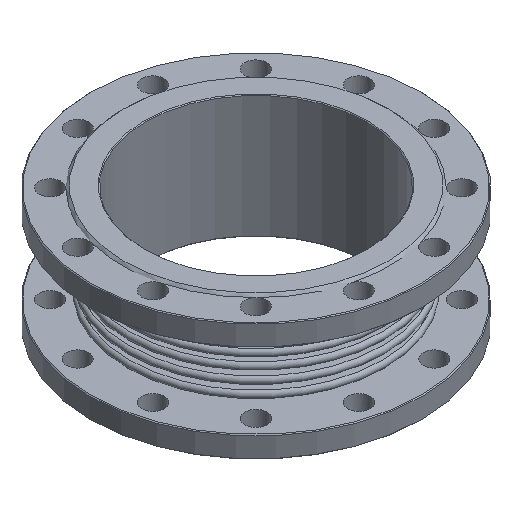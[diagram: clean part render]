
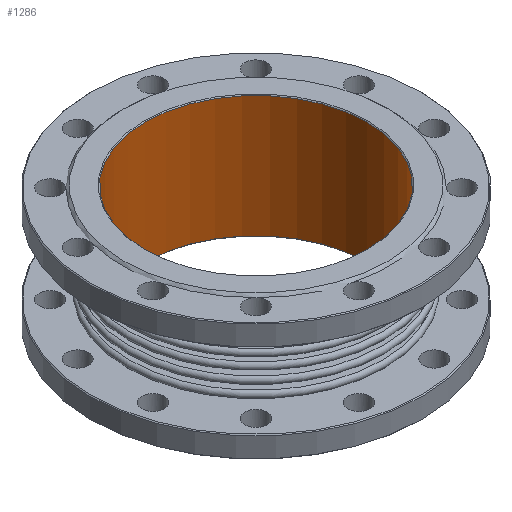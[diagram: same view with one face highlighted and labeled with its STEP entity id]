
A CAD part, isometric view. The second image highlights one B-rep face of the part: STEP entity #1286.
In plain terms, the highlighted cylindrical face has radius 135 mm (diameter 270 mm), a full revolution.
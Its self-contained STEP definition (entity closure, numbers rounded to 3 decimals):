
#29=LINE('',#2204,#71);
#71=VECTOR('',#1767,135.);
#110=CYLINDRICAL_SURFACE('',#1449,135.);
#207=FACE_OUTER_BOUND('',#294,.T.);
#294=EDGE_LOOP('',(#928,#929,#930,#931));
#434=CIRCLE('',#1446,135.);
#436=CIRCLE('',#1450,135.);
#567=VERTEX_POINT('',#2196);
#569=VERTEX_POINT('',#2203);
#707=EDGE_CURVE('',#567,#567,#434,.T.);
#709=EDGE_CURVE('',#567,#569,#29,.T.);
#710=EDGE_CURVE('',#569,#569,#436,.T.);
#928=ORIENTED_EDGE('',*,*,#707,.T.);
#929=ORIENTED_EDGE('',*,*,#709,.T.);
#930=ORIENTED_EDGE('',*,*,#710,.F.);
#931=ORIENTED_EDGE('',*,*,#709,.F.);
#1286=ADVANCED_FACE('',(#207),#110,.F.);
#1446=AXIS2_PLACEMENT_3D('',#2198,#1759,#1760);
#1449=AXIS2_PLACEMENT_3D('',#2202,#1765,#1766);
#1450=AXIS2_PLACEMENT_3D('',#2205,#1768,#1769);
#1759=DIRECTION('center_axis',(0.,0.,-1.));
#1760=DIRECTION('ref_axis',(-1.,0.,0.));
#1765=DIRECTION('center_axis',(0.,0.,1.));
#1766=DIRECTION('ref_axis',(-1.,0.,0.));
#1767=DIRECTION('',(0.,0.,1.));
#1768=DIRECTION('center_axis',(0.,0.,-1.));
#1769=DIRECTION('ref_axis',(-1.,0.,0.));
#2196=CARTESIAN_POINT('',(135.,0.,-146.));
#2198=CARTESIAN_POINT('Origin',(0.,0.,-146.));
#2202=CARTESIAN_POINT('Origin',(0.,0.,-144.));
#2203=CARTESIAN_POINT('',(135.,0.,2.));
#2204=CARTESIAN_POINT('',(135.,0.,-144.));
#2205=CARTESIAN_POINT('Origin',(0.,0.,2.));
